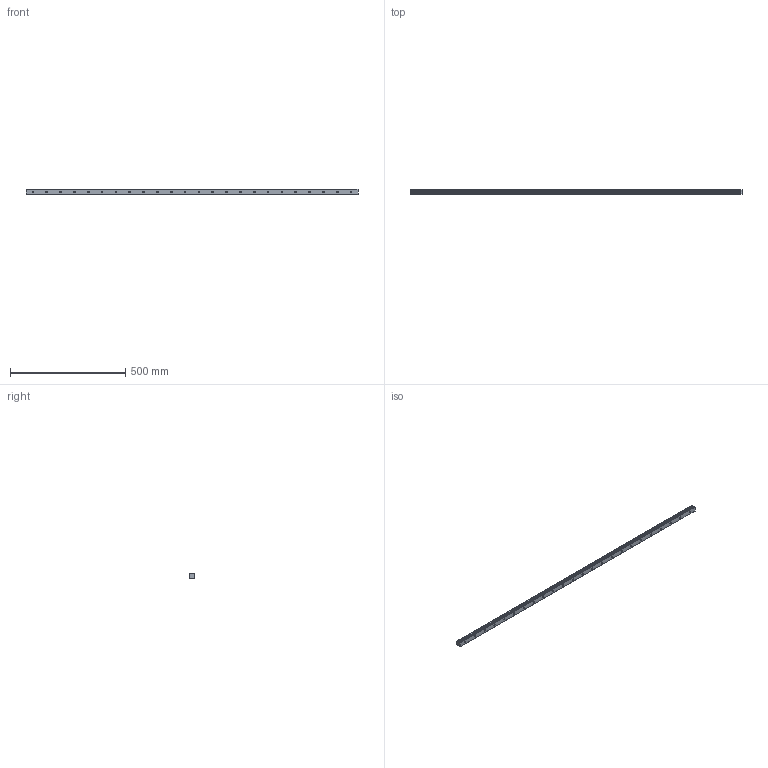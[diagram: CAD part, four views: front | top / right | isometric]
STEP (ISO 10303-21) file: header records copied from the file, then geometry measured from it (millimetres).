
FILE_DESCRIPTION (( 'STEP AP214' ), '1' );
FILE_NAME ('SHS25C1SS-1440L_G30_0_B-M6F_674_0_0_0_1.STEP', '2021-06-18T12:56:22', ( '' ), ( '' ), 'SwSTEP 2.0', 'SolidWorks 2021', '' );
FILE_SCHEMA (( 'AUTOMOTIVE_DESIGN' ));
Length unit declared in the file: millimetre
Products named in the file (2): SHS25C1SS-1440L_G30_0_B-M6F_674_0_0_0_1; _SHS25C144030 Track
Assembly tree (1 placements, depth 2):
  SHS25C1SS-1440L_G30_0_B-M6F_674_0_0_0_1
    _SHS25C144030 Track
Bounding box: 1440 x 20 x 23 mm (x, y, z)
Volume: 558444.8 mm3; surface area: 137636.1 mm2
Topology: 1 solids, 1 shells, 162 faces, 408 edges, 272 vertices
Faces by surface type: cylinder 122, plane 40
Entity records: 5158 total; most frequent: DIRECTION 984, CARTESIAN_POINT 846, ORIENTED_EDGE 816, AXIS2_PLACEMENT_3D 410, EDGE_CURVE 408, VERTEX_POINT 272, CIRCLE 244, EDGE_LOOP 234
